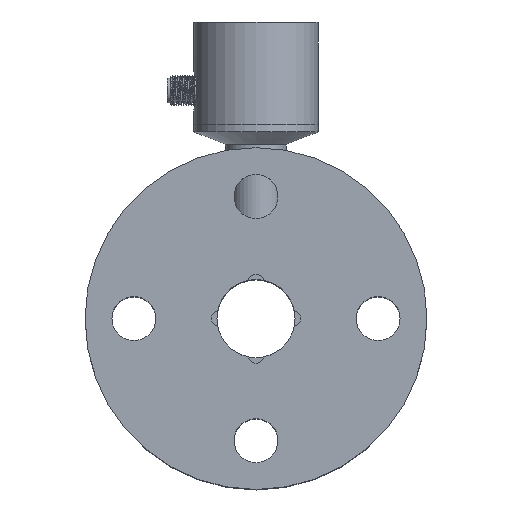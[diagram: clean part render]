
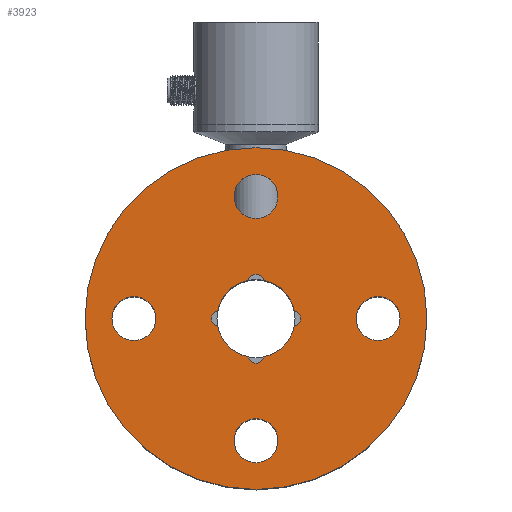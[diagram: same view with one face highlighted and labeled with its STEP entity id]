
A CAD part, top view. The second image highlights one B-rep face of the part: STEP entity #3923.
In plain terms, the highlighted planar face has unit normal (0, 0, 1).
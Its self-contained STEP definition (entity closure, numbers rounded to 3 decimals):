
#749=PLANE('',#12134);
#3923=ADVANCED_FACE('',(#4709,#4710,#4711,#4712,#4713,#4714),#749,.T.);
#4709=FACE_BOUND('',#4956,.T.);
#4710=FACE_BOUND('',#4957,.T.);
#4711=FACE_BOUND('',#4958,.T.);
#4712=FACE_BOUND('',#4959,.T.);
#4713=FACE_BOUND('',#4960,.T.);
#4714=FACE_BOUND('',#4961,.T.);
#4956=EDGE_LOOP('',(#5786));
#4957=EDGE_LOOP('',(#5787));
#4958=EDGE_LOOP('',(#5788));
#4959=EDGE_LOOP('',(#5789));
#4960=EDGE_LOOP('',(#5790,#5791,#5792,#5793,#5794,#5795,#5796,#5797));
#4961=EDGE_LOOP('',(#5798));
#5786=ORIENTED_EDGE('',*,*,#10183,.F.);
#5787=ORIENTED_EDGE('',*,*,#10187,.F.);
#5788=ORIENTED_EDGE('',*,*,#10191,.F.);
#5789=ORIENTED_EDGE('',*,*,#10211,.F.);
#5790=ORIENTED_EDGE('',*,*,#10212,.F.);
#5791=ORIENTED_EDGE('',*,*,#10213,.F.);
#5792=ORIENTED_EDGE('',*,*,#10214,.F.);
#5793=ORIENTED_EDGE('',*,*,#10215,.T.);
#5794=ORIENTED_EDGE('',*,*,#10216,.F.);
#5795=ORIENTED_EDGE('',*,*,#10217,.F.);
#5796=ORIENTED_EDGE('',*,*,#10218,.T.);
#5797=ORIENTED_EDGE('',*,*,#10219,.T.);
#5798=ORIENTED_EDGE('',*,*,#10220,.T.);
#9059=VERTEX_POINT('',#16065);
#9063=VERTEX_POINT('',#16075);
#9067=VERTEX_POINT('',#16085);
#9087=VERTEX_POINT('',#16148);
#9088=VERTEX_POINT('',#16150);
#9089=VERTEX_POINT('',#16151);
#9090=VERTEX_POINT('',#16153);
#9091=VERTEX_POINT('',#16155);
#9092=VERTEX_POINT('',#16157);
#9093=VERTEX_POINT('',#16159);
#9094=VERTEX_POINT('',#16161);
#9095=VERTEX_POINT('',#16163);
#9096=VERTEX_POINT('',#16166);
#10183=EDGE_CURVE('',#9059,#9059,#11835,.T.);
#10187=EDGE_CURVE('',#9063,#9063,#11839,.T.);
#10191=EDGE_CURVE('',#9067,#9067,#11843,.T.);
#10211=EDGE_CURVE('',#9087,#9087,#11857,.T.);
#10212=EDGE_CURVE('',#9088,#9089,#11858,.T.);
#10213=EDGE_CURVE('',#9090,#9088,#11859,.T.);
#10214=EDGE_CURVE('',#9091,#9090,#11860,.T.);
#10215=EDGE_CURVE('',#9091,#9092,#11861,.T.);
#10216=EDGE_CURVE('',#9093,#9092,#11862,.T.);
#10217=EDGE_CURVE('',#9094,#9093,#11863,.T.);
#10218=EDGE_CURVE('',#9094,#9095,#11864,.T.);
#10219=EDGE_CURVE('',#9095,#9089,#11865,.T.);
#10220=EDGE_CURVE('',#9096,#9096,#11866,.T.);
#11835=CIRCLE('',#12095,9.);
#11839=CIRCLE('',#12101,9.);
#11843=CIRCLE('',#12107,9.);
#11857=CIRCLE('',#12124,9.);
#11858=CIRCLE('',#12125,16.);
#11859=CIRCLE('',#12126,3.25);
#11860=CIRCLE('',#12127,16.);
#11861=CIRCLE('',#12128,3.25);
#11862=CIRCLE('',#12129,16.);
#11863=CIRCLE('',#12130,3.25);
#11864=CIRCLE('',#12131,16.);
#11865=CIRCLE('',#12132,3.25);
#11866=CIRCLE('',#12133,70.);
#12095=AXIS2_PLACEMENT_3D('',#16064,#12996,#12997);
#12101=AXIS2_PLACEMENT_3D('',#16074,#13008,#13009);
#12107=AXIS2_PLACEMENT_3D('',#16084,#13020,#13021);
#12124=AXIS2_PLACEMENT_3D('',#16147,#13056,#13057);
#12125=AXIS2_PLACEMENT_3D('',#16149,#13058,#13059);
#12126=AXIS2_PLACEMENT_3D('',#16152,#13060,#13061);
#12127=AXIS2_PLACEMENT_3D('',#16154,#13062,#13063);
#12128=AXIS2_PLACEMENT_3D('',#16156,#13064,#13065);
#12129=AXIS2_PLACEMENT_3D('',#16158,#13066,#13067);
#12130=AXIS2_PLACEMENT_3D('',#16160,#13068,#13069);
#12131=AXIS2_PLACEMENT_3D('',#16162,#13070,#13071);
#12132=AXIS2_PLACEMENT_3D('',#16164,#13072,#13073);
#12133=AXIS2_PLACEMENT_3D('',#16165,#13074,#13075);
#12134=AXIS2_PLACEMENT_3D('',#16167,#13076,#13077);
#12996=DIRECTION('',(0.,0.,1.));
#12997=DIRECTION('',(0.,-1.,0.));
#13008=DIRECTION('',(0.,0.,1.));
#13009=DIRECTION('',(-1.,0.,0.));
#13020=DIRECTION('',(0.,0.,1.));
#13021=DIRECTION('',(0.,1.,0.));
#13056=DIRECTION('',(0.,0.,1.));
#13057=DIRECTION('',(1.,0.,0.));
#13058=DIRECTION('',(0.,0.,1.));
#13059=DIRECTION('',(1.,0.,0.));
#13060=DIRECTION('',(0.,0.,1.));
#13061=DIRECTION('',(1.,0.,0.));
#13062=DIRECTION('',(0.,0.,1.));
#13063=DIRECTION('',(1.,0.,0.));
#13064=DIRECTION('',(0.,0.,-1.));
#13065=DIRECTION('',(1.,0.,0.));
#13066=DIRECTION('',(0.,0.,1.));
#13067=DIRECTION('',(1.,0.,0.));
#13068=DIRECTION('',(0.,0.,1.));
#13069=DIRECTION('',(1.,0.,0.));
#13070=DIRECTION('',(0.,0.,-1.));
#13071=DIRECTION('',(1.,0.,0.));
#13072=DIRECTION('',(0.,0.,-1.));
#13073=DIRECTION('',(1.,0.,0.));
#13074=DIRECTION('',(0.,0.,1.));
#13075=DIRECTION('',(1.,0.,0.));
#13076=DIRECTION('',(0.,0.,1.));
#13077=DIRECTION('',(1.,0.,0.));
#16064=CARTESIAN_POINT('',(0.,-50.,12.));
#16065=CARTESIAN_POINT('',(0.,-59.,12.));
#16074=CARTESIAN_POINT('',(-50.,0.,12.));
#16075=CARTESIAN_POINT('',(-59.,0.,12.));
#16084=CARTESIAN_POINT('',(0.,50.,12.));
#16085=CARTESIAN_POINT('',(0.,59.,12.));
#16147=CARTESIAN_POINT('',(50.,0.,12.));
#16148=CARTESIAN_POINT('',(59.,0.,12.));
#16149=CARTESIAN_POINT('',(0.,0.,12.));
#16150=CARTESIAN_POINT('',(-15.681,-3.178,12.));
#16151=CARTESIAN_POINT('',(-3.178,-15.681,12.));
#16152=CARTESIAN_POINT('',(-15.,0.,12.));
#16153=CARTESIAN_POINT('',(-15.681,3.178,12.));
#16154=CARTESIAN_POINT('',(0.,0.,12.));
#16155=CARTESIAN_POINT('',(-3.178,15.681,12.));
#16156=CARTESIAN_POINT('',(0.,15.,12.));
#16157=CARTESIAN_POINT('',(3.178,15.681,12.));
#16158=CARTESIAN_POINT('',(0.,0.,12.));
#16159=CARTESIAN_POINT('',(15.681,3.178,12.));
#16160=CARTESIAN_POINT('',(15.,0.,12.));
#16161=CARTESIAN_POINT('',(15.681,-3.178,12.));
#16162=CARTESIAN_POINT('',(0.,0.,12.));
#16163=CARTESIAN_POINT('',(3.178,-15.681,12.));
#16164=CARTESIAN_POINT('',(0.,-15.,12.));
#16165=CARTESIAN_POINT('',(0.,0.,12.));
#16166=CARTESIAN_POINT('',(70.,0.,12.));
#16167=CARTESIAN_POINT('',(0.,0.,12.));
